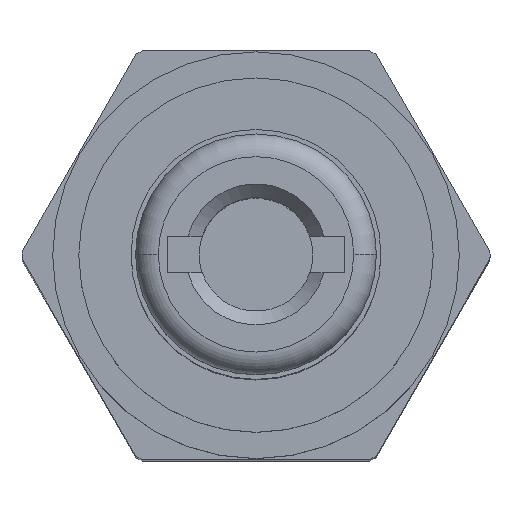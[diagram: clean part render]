
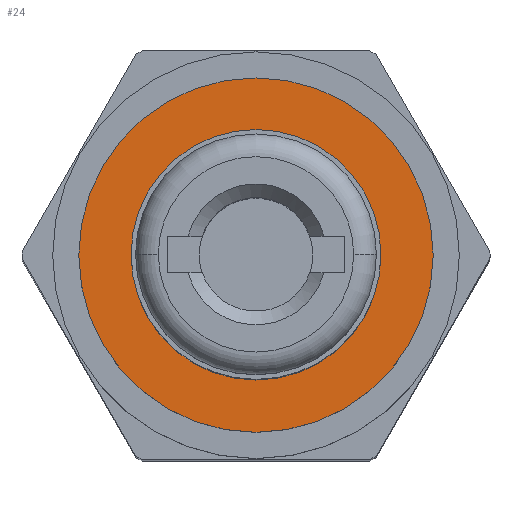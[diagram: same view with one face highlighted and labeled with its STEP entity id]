
A CAD part, top view. The second image highlights one B-rep face of the part: STEP entity #24.
In plain terms, the highlighted planar face has unit normal (0, 0, 1).
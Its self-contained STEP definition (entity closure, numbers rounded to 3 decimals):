
#24 = ADVANCED_FACE ( 'NONE', ( #4738, #325 ), #4748, .T. ) ;
#44 = CARTESIAN_POINT ( 'NONE',  ( -2.75, 0., -8. ) ) ;
#101 = CARTESIAN_POINT ( 'NONE',  ( -3.9, 0., -8. ) ) ;
#240 = EDGE_CURVE ( 'NONE', #4222, #4562, #4281, .T. ) ;
#325 = FACE_BOUND ( 'NONE', #6827, .T. ) ;
#400 = AXIS2_PLACEMENT_3D ( 'NONE', #1325, #5348, #1916 ) ;
#580 = EDGE_CURVE ( 'NONE', #4562, #4222, #6168, .T. ) ;
#812 = EDGE_LOOP ( 'NONE', ( #4666, #4540 ) ) ;
#1128 = AXIS2_PLACEMENT_3D ( 'NONE', #1827, #5855, #2410 ) ;
#1253 = ORIENTED_EDGE ( 'NONE', *, *, #5161, .F. ) ;
#1325 = CARTESIAN_POINT ( 'NONE',  ( 0., -2.75, -8. ) ) ;
#1827 = CARTESIAN_POINT ( 'NONE',  ( 0., 0., -8. ) ) ;
#1916 = DIRECTION ( 'NONE',  ( 1., 0., 0. ) ) ;
#1927 = DIRECTION ( 'NONE',  ( 0., 0., 1. ) ) ;
#2410 = DIRECTION ( 'NONE',  ( 1., 0., 0. ) ) ;
#2808 = CARTESIAN_POINT ( 'NONE',  ( 0., 0., -8. ) ) ;
#3290 = DIRECTION ( 'NONE',  ( 0., 0., 1. ) ) ;
#3354 = CARTESIAN_POINT ( 'NONE',  ( 3.9, 0., -8. ) ) ;
#3376 = DIRECTION ( 'NONE',  ( 1., 0., 0. ) ) ;
#3878 = VERTEX_POINT ( 'NONE', #5210 ) ;
#4222 = VERTEX_POINT ( 'NONE', #101 ) ;
#4281 = CIRCLE ( 'NONE', #7342, 3.9 ) ;
#4432 = CIRCLE ( 'NONE', #7439, 2.75 ) ;
#4540 = ORIENTED_EDGE ( 'NONE', *, *, #240, .T. ) ;
#4562 = VERTEX_POINT ( 'NONE', #3354 ) ;
#4666 = ORIENTED_EDGE ( 'NONE', *, *, #580, .T. ) ;
#4738 = FACE_OUTER_BOUND ( 'NONE', #812, .T. ) ;
#4748 = PLANE ( 'NONE',  #400 ) ;
#5085 = ORIENTED_EDGE ( 'NONE', *, *, #7248, .F. ) ;
#5161 = EDGE_CURVE ( 'NONE', #5297, #3878, #6845, .T. ) ;
#5210 = CARTESIAN_POINT ( 'NONE',  ( 2.75, 0., -8. ) ) ;
#5297 = VERTEX_POINT ( 'NONE', #44 ) ;
#5348 = DIRECTION ( 'NONE',  ( 0., 0., 1. ) ) ;
#5367 = CARTESIAN_POINT ( 'NONE',  ( 0., 0., -8. ) ) ;
#5855 = DIRECTION ( 'NONE',  ( 0., 0., 1. ) ) ;
#5952 = DIRECTION ( 'NONE',  ( 1., 0., 0. ) ) ;
#6168 = CIRCLE ( 'NONE', #1128, 3.9 ) ;
#6737 = CARTESIAN_POINT ( 'NONE',  ( 0., 0., -8. ) ) ;
#6825 = DIRECTION ( 'NONE',  ( 0., 0., 1. ) ) ;
#6827 = EDGE_LOOP ( 'NONE', ( #5085, #1253 ) ) ;
#6845 = CIRCLE ( 'NONE', #6850, 2.75 ) ;
#6850 = AXIS2_PLACEMENT_3D ( 'NONE', #2808, #6825, #3376 ) ;
#7248 = EDGE_CURVE ( 'NONE', #3878, #5297, #4432, .T. ) ;
#7320 = DIRECTION ( 'NONE',  ( 1., 0., 0. ) ) ;
#7342 = AXIS2_PLACEMENT_3D ( 'NONE', #6737, #3290, #7320 ) ;
#7439 = AXIS2_PLACEMENT_3D ( 'NONE', #5367, #1927, #5952 ) ;
